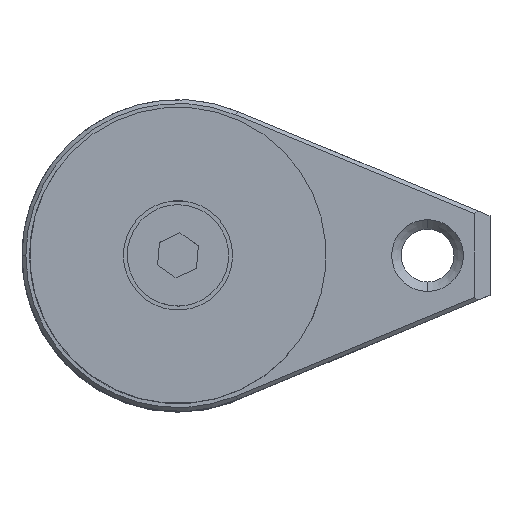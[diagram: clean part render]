
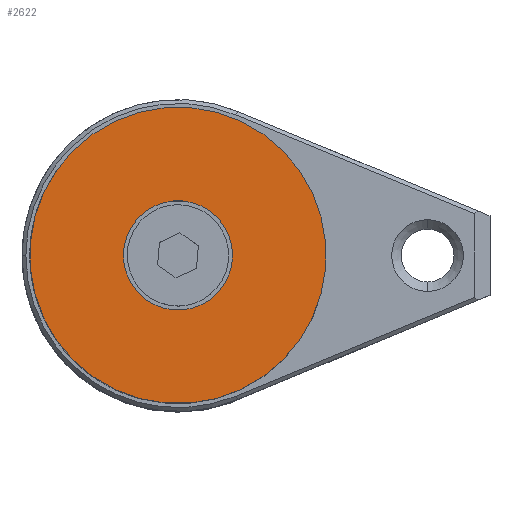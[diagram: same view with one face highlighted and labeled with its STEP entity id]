
A CAD part, top view. The second image highlights one B-rep face of the part: STEP entity #2622.
In plain terms, the highlighted planar face has unit normal (0, 0, 1).
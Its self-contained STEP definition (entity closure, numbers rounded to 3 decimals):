
#51 = DIRECTION ( 'NONE',  ( 0., -1., 0. ) ) ;
#212 = DIRECTION ( 'NONE',  ( 0., -1., 0. ) ) ;
#313 = CARTESIAN_POINT ( 'NONE',  ( 0., 0., 13. ) ) ;
#339 = DIRECTION ( 'NONE',  ( 0., 0., 1. ) ) ;
#407 = CIRCLE ( 'NONE', #1863, 19. ) ;
#449 = CARTESIAN_POINT ( 'NONE',  ( 0., 0., 13. ) ) ;
#631 = EDGE_CURVE ( 'NONE', #1217, #2413, #2558, .T. ) ;
#766 = EDGE_CURVE ( 'NONE', #2279, #915, #407, .T. ) ;
#810 = CARTESIAN_POINT ( 'NONE',  ( 0., 19., 13. ) ) ;
#852 = EDGE_CURVE ( 'NONE', #915, #2279, #3194, .T. ) ;
#906 = CARTESIAN_POINT ( 'NONE',  ( 0., -7., 13. ) ) ;
#915 = VERTEX_POINT ( 'NONE', #810 ) ;
#1013 = DIRECTION ( 'NONE',  ( 0., 0., 1. ) ) ;
#1174 = FACE_OUTER_BOUND ( 'NONE', #3107, .T. ) ;
#1217 = VERTEX_POINT ( 'NONE', #906 ) ;
#1350 = ORIENTED_EDGE ( 'NONE', *, *, #852, .T. ) ;
#1442 = FACE_BOUND ( 'NONE', #3444, .T. ) ;
#1571 = AXIS2_PLACEMENT_3D ( 'NONE', #449, #1013, #212 ) ;
#1627 = DIRECTION ( 'NONE',  ( 0., -1., 0. ) ) ;
#1639 = AXIS2_PLACEMENT_3D ( 'NONE', #313, #339, #51 ) ;
#1774 = DIRECTION ( 'NONE',  ( 0., -1., 0. ) ) ;
#1863 = AXIS2_PLACEMENT_3D ( 'NONE', #2911, #2677, #2661 ) ;
#1867 = CARTESIAN_POINT ( 'NONE',  ( 0., 7., 13. ) ) ;
#1991 = CARTESIAN_POINT ( 'NONE',  ( 0., 0., 13. ) ) ;
#2022 = EDGE_CURVE ( 'NONE', #2413, #1217, #2104, .T. ) ;
#2104 = CIRCLE ( 'NONE', #2340, 7. ) ;
#2153 = AXIS2_PLACEMENT_3D ( 'NONE', #2996, #3583, #1627 ) ;
#2208 = ORIENTED_EDGE ( 'NONE', *, *, #631, .F. ) ;
#2223 = PLANE ( 'NONE',  #1639 ) ;
#2278 = DIRECTION ( 'NONE',  ( 0., 0., 1. ) ) ;
#2279 = VERTEX_POINT ( 'NONE', #2368 ) ;
#2340 = AXIS2_PLACEMENT_3D ( 'NONE', #1991, #2278, #1774 ) ;
#2368 = CARTESIAN_POINT ( 'NONE',  ( 0., -19., 13. ) ) ;
#2413 = VERTEX_POINT ( 'NONE', #1867 ) ;
#2558 = CIRCLE ( 'NONE', #2153, 7. ) ;
#2622 = ADVANCED_FACE ( 'NONE', ( #1442, #1174 ), #2223, .T. ) ;
#2661 = DIRECTION ( 'NONE',  ( 0., -1., 0. ) ) ;
#2677 = DIRECTION ( 'NONE',  ( 0., 0., 1. ) ) ;
#2911 = CARTESIAN_POINT ( 'NONE',  ( 0., 0., 13. ) ) ;
#2996 = CARTESIAN_POINT ( 'NONE',  ( 0., 0., 13. ) ) ;
#3107 = EDGE_LOOP ( 'NONE', ( #1350, #3423 ) ) ;
#3180 = ORIENTED_EDGE ( 'NONE', *, *, #2022, .F. ) ;
#3194 = CIRCLE ( 'NONE', #1571, 19. ) ;
#3423 = ORIENTED_EDGE ( 'NONE', *, *, #766, .T. ) ;
#3444 = EDGE_LOOP ( 'NONE', ( #2208, #3180 ) ) ;
#3583 = DIRECTION ( 'NONE',  ( 0., 0., 1. ) ) ;
